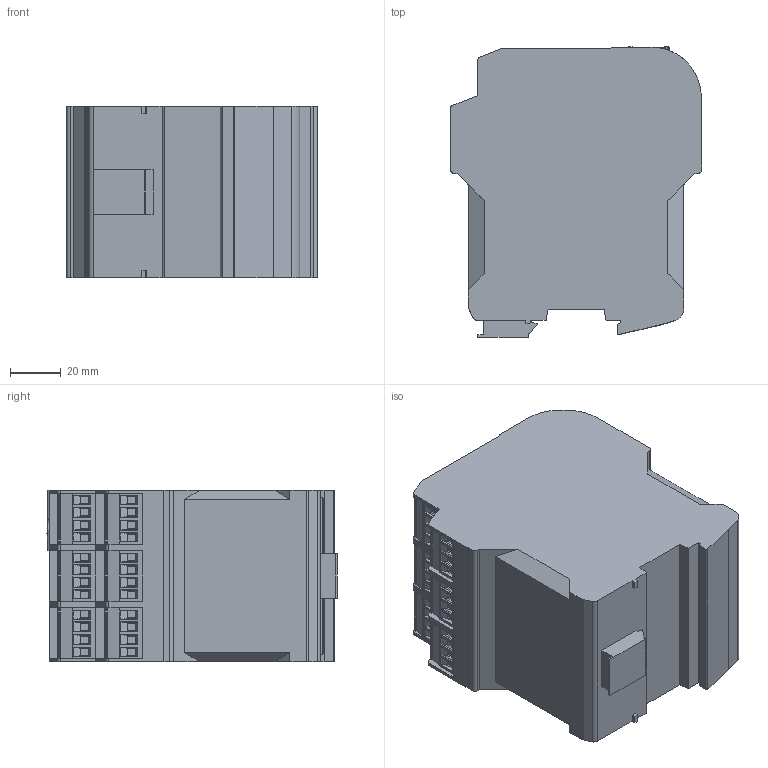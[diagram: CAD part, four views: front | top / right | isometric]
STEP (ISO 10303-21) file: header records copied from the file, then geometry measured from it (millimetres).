
FILE_DESCRIPTION(('SolidDesigner STEP Export'),'2;1');
FILE_NAME('2986229_PSR_SCP_24DC_TS_S_select.stp','2009-06-17T13:58:40',(''),(''),'CoCreate Modeling STEP processor for AP214 (Solid Model)','CoCreate Modeling 16.00A 16-Aug-2008 (C) Parametric Technology GmbH','');
FILE_SCHEMA(('AUTOMOTIVE_DESIGN { 1 0 10303 214 1 1 1 1 }'));
Length unit declared in the file: millimetre
Products named in the file (2): 2986229_PSR_SCP_24DC_TS_S_select
Assembly tree (1 placements, depth 2):
  2986229_PSR_SCP_24DC_TS_S_select
    2986229_PSR_SCP_24DC_TS_S_select
Bounding box: 99.05 x 114.42 x 67.8 mm (x, y, z)
Volume: 623976.7 mm3; surface area: 57617.2 mm2
Topology: 1 solids, 1 shells, 1167 faces, 2928 edges, 1875 vertices
Faces by surface type: plane 872, cylinder 251, bspline 21, extrusion 12, sphere 7, cone 4
Entity records: 45902 total; most frequent: CARTESIAN_POINT 10027, ORIENTED_EDGE 5850, DIRECTION 4857, EDGE_CURVE 2925, VECTOR 2283, LINE 2271, VERTEX_POINT 1875, AXIS2_PLACEMENT_3D 1287
